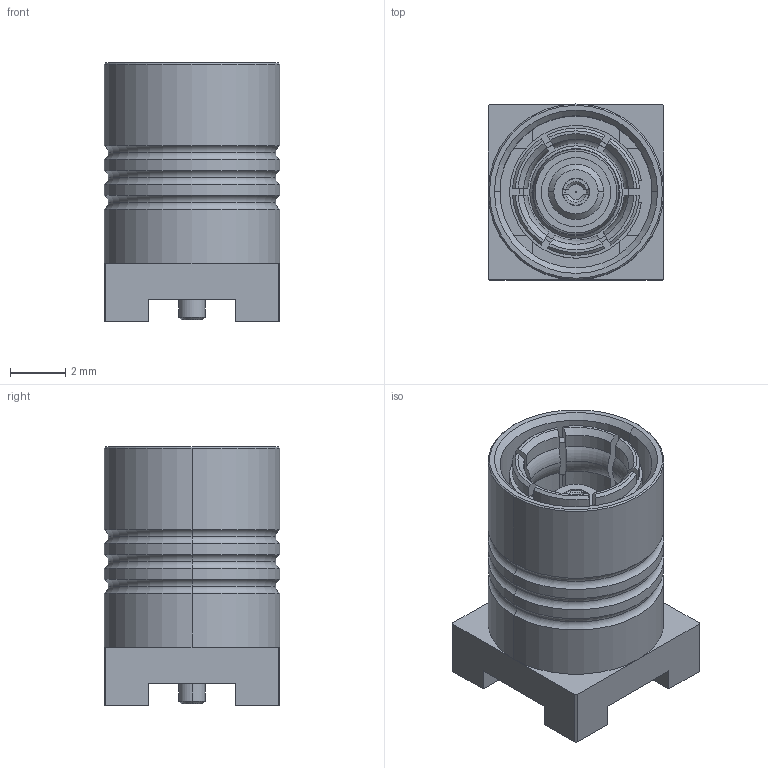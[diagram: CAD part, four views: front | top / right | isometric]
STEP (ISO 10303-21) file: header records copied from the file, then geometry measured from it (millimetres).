
FILE_DESCRIPTION (( 'STEP AP214' ), '1' );
FILE_NAME ('32-403-D3.STEP', '2024-07-25T10:03:05', ( '' ), ( '' ), 'SwSTEP 2.0', 'SolidWorks 2023', '' );
FILE_SCHEMA (( 'AUTOMOTIVE_DESIGN' ));
Length unit declared in the file: millimetre
Products named in the file (1): 32-403-D3
Bounding box: 6.35 x 6.35 x 9.35 mm (x, y, z)
Surface area: 607.2 mm2 (no closed solid volume)
Topology: 0 solids, 7 shells, 159 faces, 486 edges, 329 vertices
Faces by surface type: plane 55, cylinder 52, cone 28, torus 24
Entity records: 5522 total; most frequent: CARTESIAN_POINT 1185, DIRECTION 934, ORIENTED_EDGE 840, EDGE_CURVE 484, AXIS2_PLACEMENT_3D 342, VERTEX_POINT 329, LINE 250, VECTOR 250
